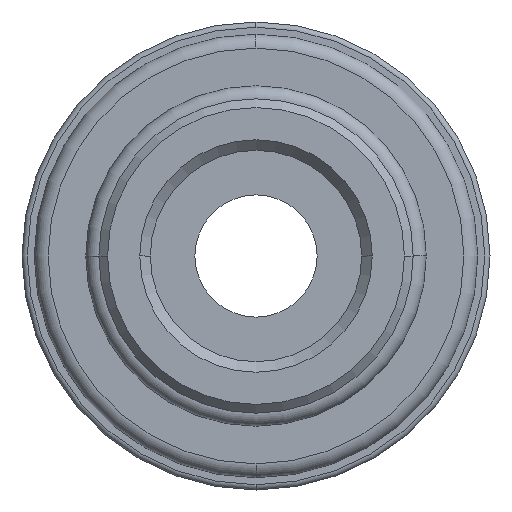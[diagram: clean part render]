
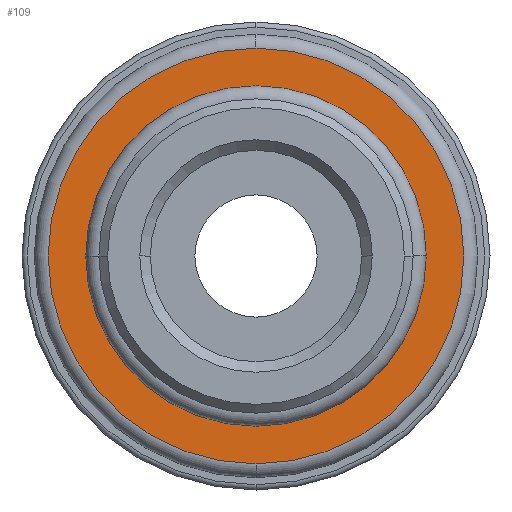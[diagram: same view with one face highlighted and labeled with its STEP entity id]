
A CAD part, front view. The second image highlights one B-rep face of the part: STEP entity #109.
In plain terms, the highlighted planar face has unit normal (0, -1, 0).
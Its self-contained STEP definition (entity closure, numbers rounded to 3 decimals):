
#109=ADVANCED_FACE('',(#293,#294),#295,.T.);
#293=FACE_BOUND('',#562,.T.);
#294=FACE_OUTER_BOUND('',#563,.T.);
#295=PLANE('',#564);
#562=EDGE_LOOP('',(#830,#831,#832));
#563=EDGE_LOOP('',(#833,#834,#835));
#564=AXIS2_PLACEMENT_3D('',#836,#837,#838);
#830=ORIENTED_EDGE('',*,*,#1537,.T.);
#831=ORIENTED_EDGE('',*,*,#1538,.T.);
#832=ORIENTED_EDGE('',*,*,#1539,.T.);
#833=ORIENTED_EDGE('',*,*,#1540,.F.);
#834=ORIENTED_EDGE('',*,*,#1541,.F.);
#835=ORIENTED_EDGE('',*,*,#1542,.F.);
#836=CARTESIAN_POINT('',(10.45,2.5,0.0));
#837=DIRECTION('',(-0.0,-1.0,-0.0));
#838=DIRECTION('',(-1.0,0.0,0.0));
#1537=EDGE_CURVE('',#1813,#1814,#1815,.T.);
#1538=EDGE_CURVE('',#1814,#1816,#1817,.T.);
#1539=EDGE_CURVE('',#1816,#1813,#1818,.T.);
#1540=EDGE_CURVE('',#1819,#1820,#1821,.T.);
#1541=EDGE_CURVE('',#1822,#1819,#1823,.T.);
#1542=EDGE_CURVE('',#1820,#1822,#1824,.T.);
#1813=VERTEX_POINT('',#2206);
#1814=VERTEX_POINT('',#2207);
#1815=CIRCLE('',#2208,9.75);
#1816=VERTEX_POINT('',#2209);
#1817=CIRCLE('',#2210,9.75);
#1818=CIRCLE('',#2211,9.75);
#1819=VERTEX_POINT('',#2212);
#1820=VERTEX_POINT('',#2213);
#1821=CIRCLE('',#2214,11.9);
#1822=VERTEX_POINT('',#2215);
#1823=CIRCLE('',#2216,11.9);
#1824=CIRCLE('',#2217,11.9);
#2206=CARTESIAN_POINT('',(0.,2.5,9.75));
#2207=CARTESIAN_POINT('',(9.75,2.5,0.));
#2208=AXIS2_PLACEMENT_3D('',#2773,#2774,#2775);
#2209=CARTESIAN_POINT('',(-9.75,2.5,0.));
#2210=AXIS2_PLACEMENT_3D('',#2776,#2777,#2778);
#2211=AXIS2_PLACEMENT_3D('',#2779,#2780,#2781);
#2212=CARTESIAN_POINT('',(11.9,2.5,0.0));
#2213=CARTESIAN_POINT('',(0.,2.5,-11.9));
#2214=AXIS2_PLACEMENT_3D('',#2782,#2783,#2784);
#2215=CARTESIAN_POINT('',(0.,2.5,11.9));
#2216=AXIS2_PLACEMENT_3D('',#2785,#2786,#2787);
#2217=AXIS2_PLACEMENT_3D('',#2788,#2789,#2790);
#2773=CARTESIAN_POINT('',(0.0,2.5,0.0));
#2774=DIRECTION('',(0.0,1.0,0.0));
#2775=DIRECTION('',(0.0,0.0,-1.0));
#2776=CARTESIAN_POINT('',(0.0,2.5,0.0));
#2777=DIRECTION('',(0.0,1.0,0.0));
#2778=DIRECTION('',(0.0,0.0,-1.0));
#2779=CARTESIAN_POINT('',(0.0,2.5,0.0));
#2780=DIRECTION('',(0.0,1.0,0.0));
#2781=DIRECTION('',(0.0,0.0,-1.0));
#2782=CARTESIAN_POINT('',(0.0,2.5,0.0));
#2783=DIRECTION('',(-0.0,1.0,0.0));
#2784=DIRECTION('',(1.0,0.0,0.0));
#2785=CARTESIAN_POINT('',(0.0,2.5,0.0));
#2786=DIRECTION('',(-0.0,1.0,0.0));
#2787=DIRECTION('',(1.0,0.0,0.0));
#2788=CARTESIAN_POINT('',(0.0,2.5,0.0));
#2789=DIRECTION('',(-0.0,1.0,0.0));
#2790=DIRECTION('',(1.0,0.0,0.0));
